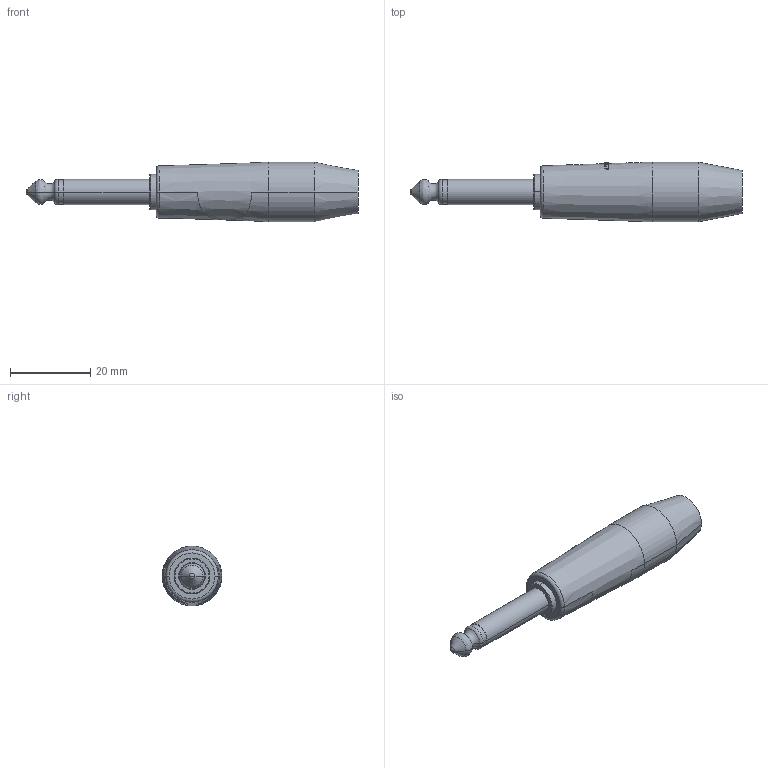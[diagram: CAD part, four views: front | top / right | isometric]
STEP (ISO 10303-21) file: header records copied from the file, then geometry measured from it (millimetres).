
FILE_DESCRIPTION((''),'2;1');
FILE_NAME('RP2C','2021-04-25T',('xhp'),(''),'PRO/ENGINEER BY PARAMETRIC TECHNOLOGY CORPORATION, 2013040','PRO/ENGINEER BY PARAMETRIC TECHNOLOGY CORPORATION, 2013040','');
FILE_SCHEMA(('CONFIG_CONTROL_DESIGN'));
Length unit declared in the file: millimetre
Products named in the file (1): RP2C
Bounding box: 82.64 x 14.87 x 14.87 mm (x, y, z)
Volume: 8253.7 mm3; surface area: 4156.7 mm2
Topology: 1 solids, 21 shells, 216 faces, 499 edges, 332 vertices
Faces by surface type: plane 126, cylinder 40, cone 32, extrusion 8, torus 6, bspline 2, sphere 2
Entity records: 6416 total; most frequent: CARTESIAN_POINT 1455, DIRECTION 1030, ORIENTED_EDGE 990, EDGE_CURVE 495, AXIS2_PLACEMENT_3D 393, VERTEX_POINT 332, VECTOR 244, LINE 236
